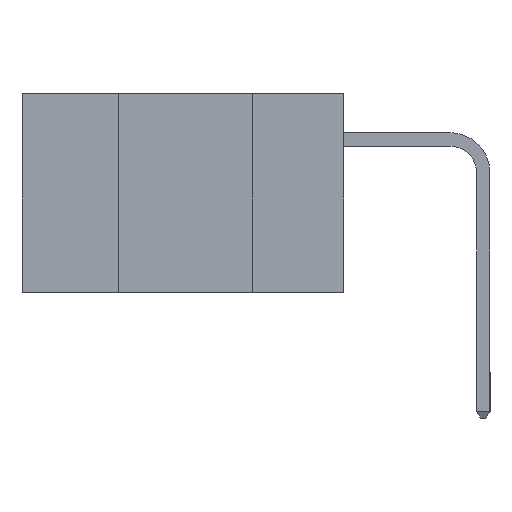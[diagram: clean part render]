
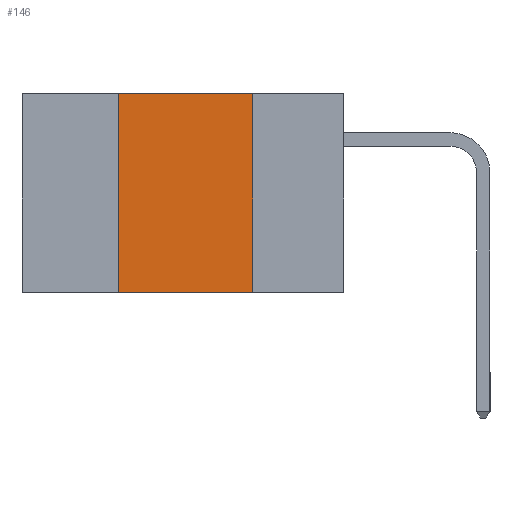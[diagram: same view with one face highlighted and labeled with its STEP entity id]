
A CAD part, left-side view. The second image highlights one B-rep face of the part: STEP entity #146.
In plain terms, the highlighted planar face has unit normal (-1, 0, 0).
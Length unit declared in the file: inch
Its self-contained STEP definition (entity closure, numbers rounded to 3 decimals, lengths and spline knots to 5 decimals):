
#146 = ADVANCED_FACE ( 'NONE', ( #2346 ), #17445, .F. ) ;
#458 = VECTOR ( 'NONE', #8634, 39.37008 ) ;
#727 = LINE ( 'NONE', #9017, #20892 ) ;
#856 = AXIS2_PLACEMENT_3D ( 'NONE', #10842, #7222, #2225 ) ;
#1646 = EDGE_LOOP ( 'NONE', ( #21058, #5163, #2233, #15111 ) ) ;
#2225 = DIRECTION ( 'NONE',  ( 0., 0., -1. ) ) ;
#2233 = ORIENTED_EDGE ( 'NONE', *, *, #18298, .F. ) ;
#2346 = FACE_OUTER_BOUND ( 'NONE', #1646, .T. ) ;
#3050 = EDGE_CURVE ( 'NONE', #15341, #7219, #8944, .T. ) ;
#5163 = ORIENTED_EDGE ( 'NONE', *, *, #19367, .F. ) ;
#6286 = CARTESIAN_POINT ( 'NONE',  ( 0., 0.6, -0.37 ) ) ;
#6474 = CARTESIAN_POINT ( 'NONE',  ( 0., 0.42, -0.37 ) ) ;
#7219 = VERTEX_POINT ( 'NONE', #14928 ) ;
#7222 = DIRECTION ( 'NONE',  ( 1., 0., 0. ) ) ;
#8299 = CARTESIAN_POINT ( 'NONE',  ( 0., 0.6, 0. ) ) ;
#8634 = DIRECTION ( 'NONE',  ( 0., 0., -1. ) ) ;
#8944 = LINE ( 'NONE', #20339, #458 ) ;
#9017 = CARTESIAN_POINT ( 'NONE',  ( 0., 0.42, -0.37 ) ) ;
#10303 = VECTOR ( 'NONE', #20114, 39.37008 ) ;
#10842 = CARTESIAN_POINT ( 'NONE',  ( 0., 0.6, 0. ) ) ;
#11386 = VERTEX_POINT ( 'NONE', #15439 ) ;
#11816 = LINE ( 'NONE', #8299, #10303 ) ;
#12105 = CARTESIAN_POINT ( 'NONE',  ( 0., 0.17, 0. ) ) ;
#14928 = CARTESIAN_POINT ( 'NONE',  ( 0., 0.17, -0.37 ) ) ;
#15100 = EDGE_CURVE ( 'NONE', #15672, #7219, #21184, .T. ) ;
#15111 = ORIENTED_EDGE ( 'NONE', *, *, #15100, .T. ) ;
#15341 = VERTEX_POINT ( 'NONE', #12105 ) ;
#15439 = CARTESIAN_POINT ( 'NONE',  ( 0., 0.42, 0. ) ) ;
#15672 = VERTEX_POINT ( 'NONE', #6474 ) ;
#16105 = DIRECTION ( 'NONE',  ( 0., -1., 0. ) ) ;
#17436 = VECTOR ( 'NONE', #16105, 39.37008 ) ;
#17445 = PLANE ( 'NONE',  #856 ) ;
#18298 = EDGE_CURVE ( 'NONE', #15672, #11386, #727, .T. ) ;
#19367 = EDGE_CURVE ( 'NONE', #11386, #15341, #11816, .T. ) ;
#19383 = DIRECTION ( 'NONE',  ( 0., 0., 1. ) ) ;
#20114 = DIRECTION ( 'NONE',  ( 0., -1., 0. ) ) ;
#20339 = CARTESIAN_POINT ( 'NONE',  ( 0., 0.17, -0.37 ) ) ;
#20892 = VECTOR ( 'NONE', #19383, 39.37008 ) ;
#21058 = ORIENTED_EDGE ( 'NONE', *, *, #3050, .F. ) ;
#21184 = LINE ( 'NONE', #6286, #17436 ) ;
